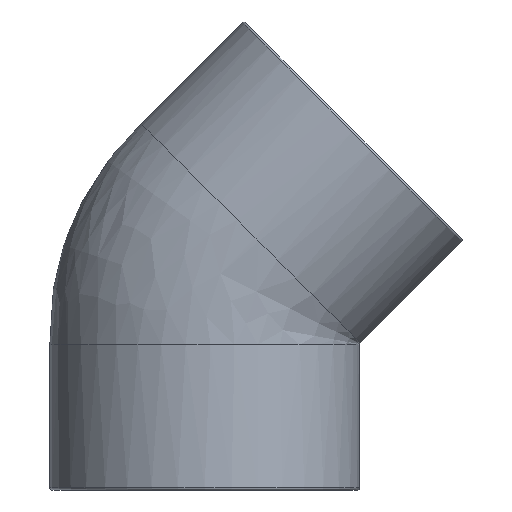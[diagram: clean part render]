
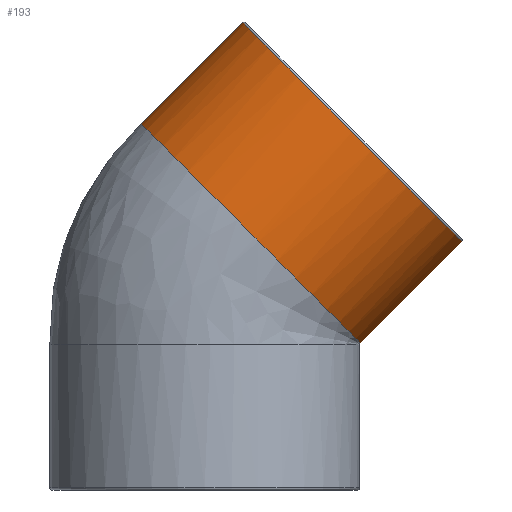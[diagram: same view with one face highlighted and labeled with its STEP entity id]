
A CAD part, front view. The second image highlights one B-rep face of the part: STEP entity #193.
In plain terms, the highlighted cylindrical face has radius 115.5 mm (diameter 231 mm), a full revolution.
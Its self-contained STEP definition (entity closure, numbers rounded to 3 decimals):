
#23=CYLINDRICAL_SURFACE($,#210,115.5);
#28=FACE_BOUND($,#52,.T.);
#42=FACE_OUTER_BOUND($,#51,.T.);
#51=EDGE_LOOP($,(#142,#143,#144,#145,#146,#147,#148));
#52=EDGE_LOOP($,(#149));
#72=CIRCLE($,#209,115.5);
#73=CIRCLE($,#211,115.5);
#74=CIRCLE($,#212,115.5);
#75=CIRCLE($,#213,115.5);
#76=CIRCLE($,#214,115.5);
#77=CIRCLE($,#215,115.5);
#78=CIRCLE($,#216,115.5);
#79=CIRCLE($,#217,115.5);
#93=VERTEX_POINT($,#306);
#94=VERTEX_POINT($,#309);
#95=VERTEX_POINT($,#310);
#96=VERTEX_POINT($,#312);
#97=VERTEX_POINT($,#314);
#98=VERTEX_POINT($,#316);
#99=VERTEX_POINT($,#318);
#100=VERTEX_POINT($,#320);
#116=EDGE_CURVE($,#93,#93,#72,.T.);
#117=EDGE_CURVE($,#94,#95,#73,.T.);
#118=EDGE_CURVE($,#96,#94,#74,.T.);
#119=EDGE_CURVE($,#97,#96,#75,.T.);
#120=EDGE_CURVE($,#98,#97,#76,.T.);
#121=EDGE_CURVE($,#99,#98,#77,.T.);
#122=EDGE_CURVE($,#100,#99,#78,.T.);
#123=EDGE_CURVE($,#95,#100,#79,.T.);
#142=ORIENTED_EDGE($,*,*,#117,.F.);
#143=ORIENTED_EDGE($,*,*,#118,.F.);
#144=ORIENTED_EDGE($,*,*,#119,.F.);
#145=ORIENTED_EDGE($,*,*,#120,.F.);
#146=ORIENTED_EDGE($,*,*,#121,.F.);
#147=ORIENTED_EDGE($,*,*,#122,.F.);
#148=ORIENTED_EDGE($,*,*,#123,.F.);
#149=ORIENTED_EDGE($,*,*,#116,.F.);
#193=ADVANCED_FACE($,(#42,#28),#23,.T.);
#209=AXIS2_PLACEMENT_3D($,#307,#244,#245);
#210=AXIS2_PLACEMENT_3D($,#308,#246,#247);
#211=AXIS2_PLACEMENT_3D($,#311,#248,#249);
#212=AXIS2_PLACEMENT_3D($,#313,#250,#251);
#213=AXIS2_PLACEMENT_3D($,#315,#252,#253);
#214=AXIS2_PLACEMENT_3D($,#317,#254,#255);
#215=AXIS2_PLACEMENT_3D($,#319,#256,#257);
#216=AXIS2_PLACEMENT_3D($,#321,#258,#259);
#217=AXIS2_PLACEMENT_3D($,#322,#260,#261);
#244=DIRECTION('center_axis',(0.707,0.,0.707));
#245=DIRECTION('ref_axis',(-0.707,0.,0.707));
#246=DIRECTION('center_axis',(0.707,0.,0.707));
#247=DIRECTION('ref_axis',(-0.707,0.,0.707));
#248=DIRECTION('center_axis',(-0.707,0.,
-0.707));
#249=DIRECTION('ref_axis',(-0.707,0.,0.707));
#250=DIRECTION('center_axis',(-0.707,0.,
-0.707));
#251=DIRECTION('ref_axis',(-0.707,0.,0.707));
#252=DIRECTION('center_axis',(-0.707,0.,
-0.707));
#253=DIRECTION('ref_axis',(-0.707,0.,0.707));
#254=DIRECTION('center_axis',(-0.707,0.,
-0.707));
#255=DIRECTION('ref_axis',(-0.707,0.,0.707));
#256=DIRECTION('center_axis',(-0.707,0.,
-0.707));
#257=DIRECTION('ref_axis',(-0.707,0.,0.707));
#258=DIRECTION('center_axis',(-0.707,0.,
-0.707));
#259=DIRECTION('ref_axis',(-0.707,0.,0.707));
#260=DIRECTION('center_axis',(-0.707,0.,
-0.707));
#261=DIRECTION('ref_axis',(-0.707,0.,0.707));
#306=CARTESIAN_POINT('',(191.626,0.,185.284));
#307=CARTESIAN_POINT('Origin',(109.955,0.,266.955));
#308=CARTESIAN_POINT('Origin',(111.016,0.,268.016));
#309=CARTESIAN_POINT('',(116.086,0.,109.744));
#310=CARTESIAN_POINT('',(112.868,-32.101,112.962));
#311=CARTESIAN_POINT('Origin',(34.415,0.,191.415));
#312=CARTESIAN_POINT('',(112.868,32.101,112.962));
#313=CARTESIAN_POINT('Origin',(34.415,0.,191.415));
#314=CARTESIAN_POINT('',(37.467,115.419,188.363));
#315=CARTESIAN_POINT('Origin',(34.415,0.,191.415));
#316=CARTESIAN_POINT('',(-47.256,0.,273.086));
#317=CARTESIAN_POINT('Origin',(34.415,0.,191.415));
#318=CARTESIAN_POINT('',(37.467,-115.419,188.363));
#319=CARTESIAN_POINT('Origin',(34.415,0.,191.415));
#320=CARTESIAN_POINT('',(40.323,-115.197,185.507));
#321=CARTESIAN_POINT('Origin',(34.415,0.,191.415));
#322=CARTESIAN_POINT('Origin',(34.415,0.,191.415));
